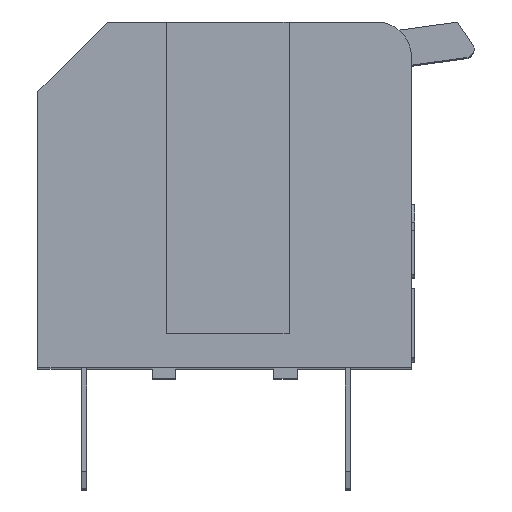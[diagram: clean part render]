
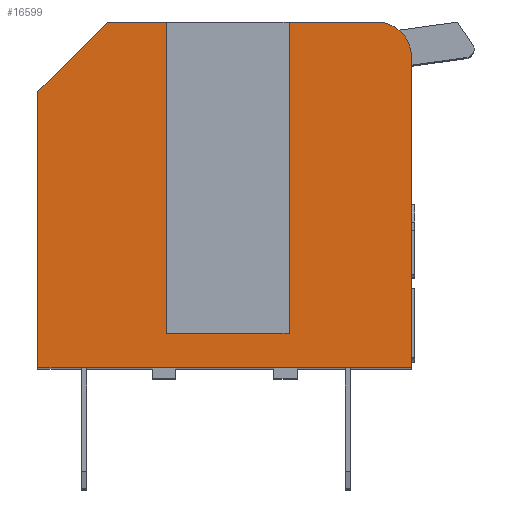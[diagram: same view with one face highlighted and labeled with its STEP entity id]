
A CAD part, top view. The second image highlights one B-rep face of the part: STEP entity #16599.
In plain terms, the highlighted planar face has unit normal (0, 0, 1).
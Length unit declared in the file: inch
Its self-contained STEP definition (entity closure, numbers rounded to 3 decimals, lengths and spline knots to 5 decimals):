
#15111=CARTESIAN_POINT('',(-0.27037,-1.57247,0.86142));
#15112=VERTEX_POINT('',#15111);
#15119=CARTESIAN_POINT('',(-0.27037,-1.9268,0.86142));
#15120=VERTEX_POINT('',#15119);
#15121=CARTESIAN_POINT('',(-0.27037,-1.57247,0.86142));
#15122=DIRECTION('',(0.0,-1.0,0.0));
#15123=VECTOR('',#15122,0.35433);
#15124=LINE('',#15121,#15123);
#15125=EDGE_CURVE('',#15112,#15120,#15124,.T.);
#15369=CARTESIAN_POINT('',(-0.40974,-1.88743,0.86142));
#15370=VERTEX_POINT('',#15369);
#15379=CARTESIAN_POINT('',(-0.40974,-1.5331,0.86142));
#15380=VERTEX_POINT('',#15379);
#15381=CARTESIAN_POINT('',(-0.40974,-1.5331,0.86142));
#15382=DIRECTION('',(0.0,-1.0,0.0));
#15383=VECTOR('',#15382,0.35433);
#15384=LINE('',#15381,#15383);
#15385=EDGE_CURVE('',#15380,#15370,#15384,.T.);
#15440=CARTESIAN_POINT('',(-0.54911,-1.88743,0.86142));
#15441=VERTEX_POINT('',#15440);
#15449=CARTESIAN_POINT('',(-0.54911,-1.5331,0.86142));
#15450=VERTEX_POINT('',#15449);
#15457=CARTESIAN_POINT('',(-0.54911,-1.88743,0.86142));
#15458=DIRECTION('',(0.0,1.0,0.0));
#15459=VECTOR('',#15458,0.35433);
#15460=LINE('',#15457,#15459);
#15461=EDGE_CURVE('',#15441,#15450,#15460,.T.);
#15474=CARTESIAN_POINT('',(-0.40974,-1.88743,0.86142));
#15475=DIRECTION('',(-1.0,0.0,0.0));
#15476=VECTOR('',#15475,0.13937);
#15477=LINE('',#15474,#15476);
#15478=EDGE_CURVE('',#15370,#15441,#15477,.T.);
#15491=CARTESIAN_POINT('',(-0.30974,-1.5331,0.86142));
#15492=VERTEX_POINT('',#15491);
#15493=CARTESIAN_POINT('',(-0.40974,-1.5331,0.86142));
#15494=DIRECTION('',(1.0,0.0,0.0));
#15495=VECTOR('',#15494,0.1);
#15496=LINE('',#15493,#15495);
#15497=EDGE_CURVE('',#15380,#15492,#15496,.T.);
#15592=CARTESIAN_POINT('',(-0.61683,-1.5331,0.86142));
#15593=VERTEX_POINT('',#15592);
#15600=CARTESIAN_POINT('',(-0.61683,-1.5331,0.86142));
#15601=DIRECTION('',(1.0,0.0,0.0));
#15602=VECTOR('',#15601,0.06772);
#15603=LINE('',#15600,#15602);
#15604=EDGE_CURVE('',#15593,#15450,#15603,.T.);
#16333=CARTESIAN_POINT('',(-0.30974,-1.57247,0.86142));
#16334=DIRECTION('',(0.0,0.0,-1.0));
#16335=DIRECTION('',(-1.0,0.0,0.0));
#16336=AXIS2_PLACEMENT_3D('',#16333,#16334,#16335);
#16337=CIRCLE('',#16336,0.03937);
#16338=EDGE_CURVE('',#15492,#15112,#16337,.T.);
#16380=CARTESIAN_POINT('',(-0.69557,-1.9268,0.86142));
#16381=VERTEX_POINT('',#16380);
#16382=CARTESIAN_POINT('',(-0.69557,-1.61184,0.86142));
#16383=VERTEX_POINT('',#16382);
#16384=CARTESIAN_POINT('',(-0.69557,-1.9268,0.86142));
#16385=DIRECTION('',(0.0,1.0,0.0));
#16386=VECTOR('',#16385,0.31496);
#16387=LINE('',#16384,#16386);
#16388=EDGE_CURVE('',#16381,#16383,#16387,.T.);
#16420=CARTESIAN_POINT('',(-0.69557,-1.61184,0.86142));
#16421=DIRECTION('',(0.707,0.707,0.0));
#16422=VECTOR('',#16421,0.11136);
#16423=LINE('',#16420,#16422);
#16424=EDGE_CURVE('',#16383,#15593,#16423,.T.);
#16457=CARTESIAN_POINT('',(-0.27037,-1.9268,0.86142));
#16458=DIRECTION('',(-1.0,0.0,0.0));
#16459=VECTOR('',#16458,0.4252);
#16460=LINE('',#16457,#16459);
#16461=EDGE_CURVE('',#15120,#16381,#16460,.T.);
#16582=CARTESIAN_POINT('',(-0.71683,-1.94649,0.86142));
#16583=DIRECTION('',(0.0,0.0,1.0));
#16584=DIRECTION('',(1.0,0.0,0.0));
#16585=AXIS2_PLACEMENT_3D('',#16582,#16583,#16584);
#16586=PLANE('',#16585);
#16587=ORIENTED_EDGE('',*,*,#15461,.T.);
#16588=ORIENTED_EDGE('',*,*,#15604,.F.);
#16589=ORIENTED_EDGE('',*,*,#16424,.F.);
#16590=ORIENTED_EDGE('',*,*,#16388,.F.);
#16591=ORIENTED_EDGE('',*,*,#16461,.F.);
#16592=ORIENTED_EDGE('',*,*,#15125,.F.);
#16593=ORIENTED_EDGE('',*,*,#16338,.F.);
#16594=ORIENTED_EDGE('',*,*,#15497,.F.);
#16595=ORIENTED_EDGE('',*,*,#15385,.T.);
#16596=ORIENTED_EDGE('',*,*,#15478,.T.);
#16597=EDGE_LOOP('',(#16587,#16588,#16589,#16590,#16591,#16592,#16593,#16594,#16595,#16596));
#16598=FACE_OUTER_BOUND('',#16597,.T.);
#16599=ADVANCED_FACE('',(#16598),#16586,.T.);
